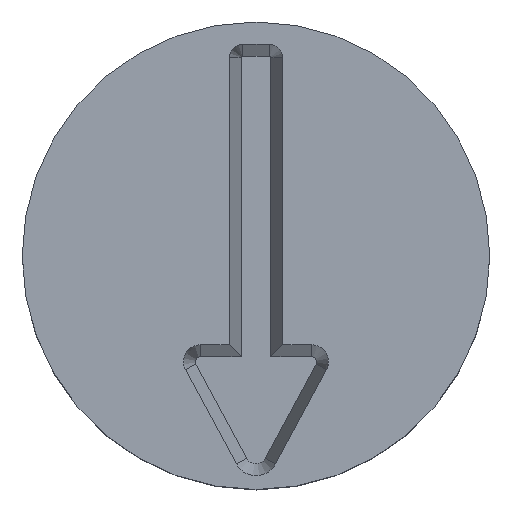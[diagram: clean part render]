
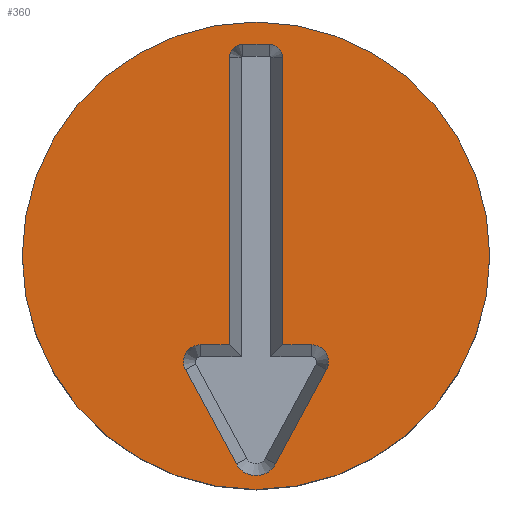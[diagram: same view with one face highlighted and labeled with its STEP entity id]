
A CAD part, top view. The second image highlights one B-rep face of the part: STEP entity #360.
In plain terms, the highlighted planar face has unit normal (0, 0, 1).
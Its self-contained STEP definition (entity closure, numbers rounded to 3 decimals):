
#16=FACE_BOUND('',#74,.T.);
#30=PLANE('',#423);
#51=FACE_OUTER_BOUND('',#73,.T.);
#73=EDGE_LOOP('',(#320));
#74=EDGE_LOOP('',(#321,#322,#323,#324,#325,#326,#327,#328,#329,#330,#331,
#332));
#78=LINE('',#550,#108);
#81=LINE('',#556,#111);
#85=LINE('',#568,#115);
#89=LINE('',#580,#119);
#93=LINE('',#592,#123);
#96=LINE('',#598,#126);
#100=LINE('',#608,#130);
#108=VECTOR('',#437,10.);
#111=VECTOR('',#442,10.);
#115=VECTOR('',#454,10.);
#119=VECTOR('',#466,10.);
#123=VECTOR('',#478,10.);
#126=VECTOR('',#483,10.);
#130=VECTOR('',#495,10.);
#136=CIRCLE('',#386,0.06);
#138=CIRCLE('',#391,0.076);
#140=CIRCLE('',#395,0.1);
#142=CIRCLE('',#399,0.076);
#144=CIRCLE('',#404,0.06);
#153=CIRCLE('',#422,1.05);
#156=VERTEX_POINT('',#541);
#157=VERTEX_POINT('',#543);
#159=VERTEX_POINT('',#549);
#161=VERTEX_POINT('',#555);
#163=VERTEX_POINT('',#561);
#165=VERTEX_POINT('',#567);
#167=VERTEX_POINT('',#573);
#169=VERTEX_POINT('',#579);
#171=VERTEX_POINT('',#585);
#173=VERTEX_POINT('',#591);
#175=VERTEX_POINT('',#597);
#177=VERTEX_POINT('',#603);
#185=VERTEX_POINT('',#635);
#188=EDGE_CURVE('',#157,#156,#136,.T.);
#191=EDGE_CURVE('',#159,#157,#78,.T.);
#194=EDGE_CURVE('',#161,#159,#81,.T.);
#197=EDGE_CURVE('',#163,#161,#138,.T.);
#200=EDGE_CURVE('',#165,#163,#85,.T.);
#203=EDGE_CURVE('',#167,#165,#140,.T.);
#206=EDGE_CURVE('',#169,#167,#89,.T.);
#209=EDGE_CURVE('',#171,#169,#142,.T.);
#212=EDGE_CURVE('',#173,#171,#93,.T.);
#215=EDGE_CURVE('',#175,#173,#96,.T.);
#218=EDGE_CURVE('',#177,#175,#144,.T.);
#221=EDGE_CURVE('',#156,#177,#100,.T.);
#233=EDGE_CURVE('',#185,#185,#153,.T.);
#320=ORIENTED_EDGE('',*,*,#233,.F.);
#321=ORIENTED_EDGE('',*,*,#188,.T.);
#322=ORIENTED_EDGE('',*,*,#221,.T.);
#323=ORIENTED_EDGE('',*,*,#218,.T.);
#324=ORIENTED_EDGE('',*,*,#215,.T.);
#325=ORIENTED_EDGE('',*,*,#212,.T.);
#326=ORIENTED_EDGE('',*,*,#209,.T.);
#327=ORIENTED_EDGE('',*,*,#206,.T.);
#328=ORIENTED_EDGE('',*,*,#203,.T.);
#329=ORIENTED_EDGE('',*,*,#200,.T.);
#330=ORIENTED_EDGE('',*,*,#197,.T.);
#331=ORIENTED_EDGE('',*,*,#194,.T.);
#332=ORIENTED_EDGE('',*,*,#191,.T.);
#360=ADVANCED_FACE('',(#51,#16),#30,.F.);
#386=AXIS2_PLACEMENT_3D('',#544,#431,#432);
#391=AXIS2_PLACEMENT_3D('',#562,#448,#449);
#395=AXIS2_PLACEMENT_3D('',#574,#460,#461);
#399=AXIS2_PLACEMENT_3D('',#586,#472,#473);
#404=AXIS2_PLACEMENT_3D('',#604,#489,#490);
#422=AXIS2_PLACEMENT_3D('',#636,#531,#532);
#423=AXIS2_PLACEMENT_3D('',#638,#534,#535);
#431=DIRECTION('center_axis',(0.,0.,-1.));
#432=DIRECTION('ref_axis',(0.,-1.,0.));
#437=DIRECTION('',(0.,1.,0.));
#442=DIRECTION('',(1.,0.,0.));
#448=DIRECTION('center_axis',(0.,0.,-1.));
#449=DIRECTION('ref_axis',(0.,-1.,0.));
#454=DIRECTION('',(-0.476,0.88,0.));
#460=DIRECTION('center_axis',(0.,0.,-1.));
#461=DIRECTION('ref_axis',(0.88,0.476,0.));
#466=DIRECTION('',(-0.476,-0.88,0.));
#472=DIRECTION('center_axis',(0.,0.,-1.));
#473=DIRECTION('ref_axis',(-0.88,0.476,0.));
#478=DIRECTION('',(1.,0.,0.));
#483=DIRECTION('',(0.,-1.,0.));
#489=DIRECTION('center_axis',(0.,0.,-1.));
#490=DIRECTION('ref_axis',(-1.,0.,0.));
#495=DIRECTION('',(1.,0.,0.));
#531=DIRECTION('center_axis',(0.,0.,-1.));
#532=DIRECTION('ref_axis',(-1.,0.,0.));
#534=DIRECTION('center_axis',(0.,0.,-1.));
#535=DIRECTION('ref_axis',(-1.,0.,0.));
#541=CARTESIAN_POINT('',(-0.06,0.95,1.2));
#543=CARTESIAN_POINT('',(-0.12,0.89,1.2));
#544=CARTESIAN_POINT('Origin',(-0.06,0.89,1.2));
#549=CARTESIAN_POINT('',(-0.12,-0.4,1.2));
#550=CARTESIAN_POINT('',(-0.12,0.445,1.2));
#555=CARTESIAN_POINT('',(-0.25,-0.4,1.2));
#556=CARTESIAN_POINT('',(-0.06,-0.4,1.2));
#561=CARTESIAN_POINT('',(-0.317,-0.512,1.2));
#562=CARTESIAN_POINT('Origin',(-0.25,-0.476,1.2));
#567=CARTESIAN_POINT('',(-0.088,-0.935,1.2));
#568=CARTESIAN_POINT('',(-0.388,-0.38,1.2));
#573=CARTESIAN_POINT('',(0.088,-0.935,1.2));
#574=CARTESIAN_POINT('Origin',(0.,-0.887,
1.2));
#579=CARTESIAN_POINT('',(0.317,-0.512,1.2));
#580=CARTESIAN_POINT('',(0.274,-0.592,1.2));
#585=CARTESIAN_POINT('',(0.25,-0.4,1.2));
#586=CARTESIAN_POINT('Origin',(0.25,-0.476,1.2));
#591=CARTESIAN_POINT('',(0.12,-0.4,1.2));
#592=CARTESIAN_POINT('',(0.125,-0.4,1.2));
#597=CARTESIAN_POINT('',(0.12,0.89,1.2));
#598=CARTESIAN_POINT('',(0.12,-0.2,1.2));
#603=CARTESIAN_POINT('',(0.06,0.95,1.2));
#604=CARTESIAN_POINT('Origin',(0.06,0.89,1.2));
#608=CARTESIAN_POINT('',(0.,0.95,1.2));
#635=CARTESIAN_POINT('',(1.05,0.,1.2));
#636=CARTESIAN_POINT('Origin',(0.,0.,1.2));
#638=CARTESIAN_POINT('Origin',(0.,0.,1.2));
